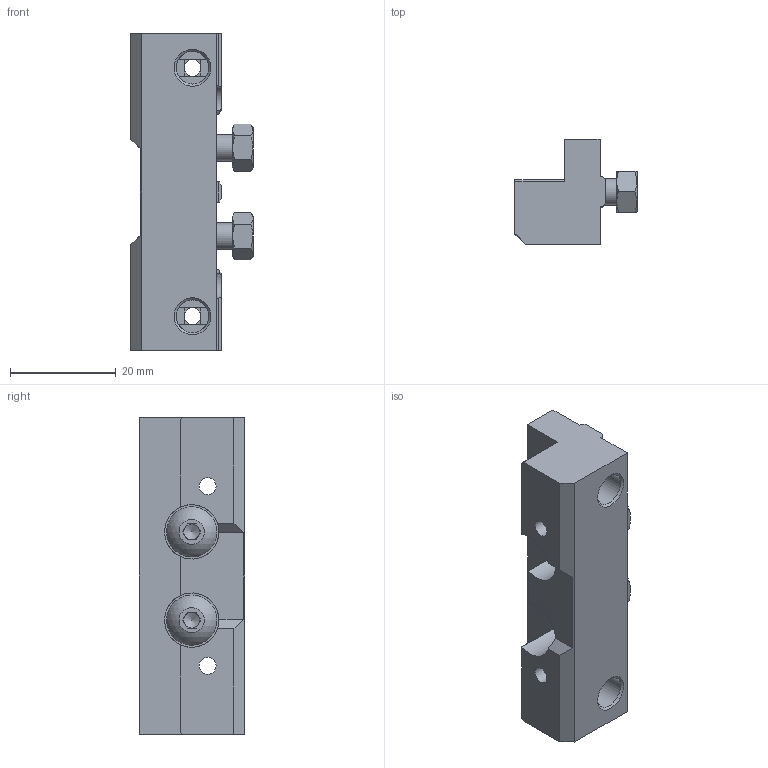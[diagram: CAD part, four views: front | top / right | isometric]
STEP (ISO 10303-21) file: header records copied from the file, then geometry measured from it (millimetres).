
FILE_DESCRIPTION(/* description */ (''),/* implementation_level */ '2;1');
FILE_NAME(/* name */ 'Bottom.step',/* time_stamp */ '2025-04-27T15:54:13+03:00',/* author */ (''),/* organization */ (''),/* preprocessor_version */ 'ST-DEVELOPER v20.1',/* originating_system */ 'Autodesk Translation Framework v14.4.0.0',/* authorisation */ '');
FILE_SCHEMA (('AUTOMOTIVE_DESIGN { 1 0 10303 214 3 1 1 }'));
Length unit declared in the file: millimetre
Products named in the file (4): Bottom; Hardware (1) (1); M5 Nut (1); M5x10 BHCS (1) (2)
Assembly tree (5 placements, depth 3):
  Bottom
    Hardware (1) (1)
      M5 Nut (1)  x2
      M5x10 BHCS (1) (2)  x2
Bounding box: 23.12 x 19.9 x 60 mm (x, y, z)
Volume: 12560.7 mm3; surface area: 7389.1 mm2
Topology: 5 solids, 5 shells, 288 faces, 739 edges, 482 vertices
Faces by surface type: plane 180, cylinder 46, bspline 42, cone 18, sphere 2
Full cylindrical faces by diameter (mm): 3.2 x4, 4.284 x2, 4.7 x2, 5 x6, 5.15 x10, 5.3 x2, 6.2 x4, 9.5 x2, 10.3 x2
Entity records: 8526 total; most frequent: CARTESIAN_POINT 3862, ORIENTED_EDGE 982, DIRECTION 872, EDGE_CURVE 491, VERTEX_POINT 320, LINE 296, VECTOR 296, AXIS2_PLACEMENT_3D 288
